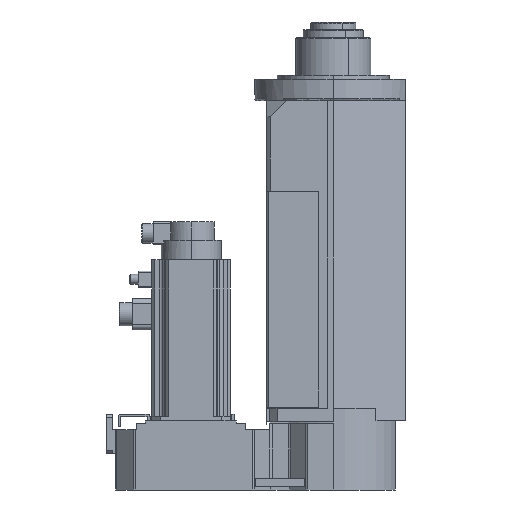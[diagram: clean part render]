
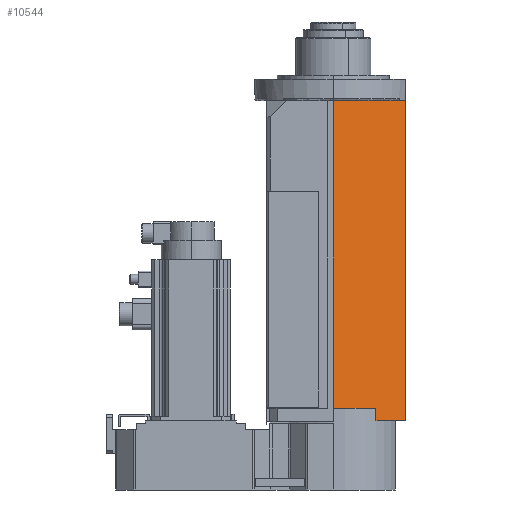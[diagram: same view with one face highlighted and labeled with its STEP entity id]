
A CAD part, left-side view. The second image highlights one B-rep face of the part: STEP entity #10544.
In plain terms, the highlighted planar face has unit normal (-0.94, -0.342, 0).
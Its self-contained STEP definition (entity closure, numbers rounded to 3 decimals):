
#9107 = CARTESIAN_POINT ( 'NONE',  ( -110., 0., 25. ) ) ;
#9108 = CARTESIAN_POINT ( 'NONE',  ( -84.265, -70.707, 25. ) ) ;
#9183 = DIRECTION ( 'NONE',  ( -0.342, 0.94, 0. ) ) ;
#9184 = VECTOR ( 'NONE', #9183, 1000. ) ;
#9185 = CARTESIAN_POINT ( 'NONE',  ( -110., 0., 25. ) ) ;
#9186 = LINE ( 'NONE', #9185, #9184 ) ;
#9292 = CARTESIAN_POINT ( 'NONE',  ( -84.265, -70.707, 5. ) ) ;
#9293 = CARTESIAN_POINT ( 'NONE',  ( -66.324, -120., 5. ) ) ;
#9294 = DIRECTION ( 'NONE',  ( -0.342, 0.94, 0. ) ) ;
#9295 = VECTOR ( 'NONE', #9294, 1000. ) ;
#9296 = CARTESIAN_POINT ( 'NONE',  ( -110., 0., 5. ) ) ;
#9297 = LINE ( 'NONE', #9296, #9295 ) ;
#9369 = CARTESIAN_POINT ( 'NONE',  ( -70.168, -109.437, 535. ) ) ;
#9401 = DIRECTION ( 'NONE',  ( 0.342, -0.94, 0. ) ) ;
#9402 = VECTOR ( 'NONE', #9401, 1000. ) ;
#9403 = CARTESIAN_POINT ( 'NONE',  ( -110., 0., 535. ) ) ;
#9404 = LINE ( 'NONE', #9403, #9402 ) ;
#9464 = CARTESIAN_POINT ( 'NONE',  ( -66.324, -120., 535. ) ) ;
#9465 = CARTESIAN_POINT ( 'NONE',  ( -110., 0., 535. ) ) ;
#9466 = LINE ( 'NONE', #9526, #9525 ) ;
#9467 = DIRECTION ( 'NONE',  ( 0.342, -0.94, 0. ) ) ;
#9468 = VECTOR ( 'NONE', #9467, 1000. ) ;
#9469 = CARTESIAN_POINT ( 'NONE',  ( -110., 0., 535. ) ) ;
#9470 = LINE ( 'NONE', #9469, #9468 ) ;
#9524 = DIRECTION ( 'NONE',  ( 0., 0., -1. ) ) ;
#9525 = VECTOR ( 'NONE', #9524, 1000. ) ;
#9526 = CARTESIAN_POINT ( 'NONE',  ( -110., 0., 25. ) ) ;
#9558 = CARTESIAN_POINT ( 'NONE',  ( -71.264, -106.427, 535.198 ) ) ;
#9559 = CARTESIAN_POINT ( 'NONE',  ( -71.531, -105.693, 535.048 ) ) ;
#9560 = CARTESIAN_POINT ( 'NONE',  ( -71.712, -105.196, 535. ) ) ;
#9566 = CARTESIAN_POINT ( 'NONE',  ( -71.896, -104.69, 535. ) ) ;
#9567 = CARTESIAN_POINT ( 'NONE',  ( -71.896, -104.69, 535. ) ) ;
#9568 = B_SPLINE_CURVE_WITH_KNOTS ( 'NONE', 3,
 ( #9566, #9560, #9559, #9558, #9626, #9625, #9624, #9623, #9622, #9621, #9620, #9619, #9618, #9617, #9616, #9615, #9614, #9613 ),
 .UNSPECIFIED., .F., .F.,
 ( 4, 2, 2, 2, 2, 2, 2, 2, 4 ),
 ( 0., 0.002, 0.002, 0.003, 0.004, 0.005, 0.006, 0.006, 0.006 ),
 .UNSPECIFIED. ) ;
#9570 = CARTESIAN_POINT ( 'NONE',  ( -70.168, -109.437, 538. ) ) ;
#9571 = DIRECTION ( 'NONE',  ( 0., 0., -1. ) ) ;
#9572 = VECTOR ( 'NONE', #9571, 1000. ) ;
#9573 = CARTESIAN_POINT ( 'NONE',  ( -70.168, -109.437, 535. ) ) ;
#9574 = LINE ( 'NONE', #9573, #9572 ) ;
#9575 = DIRECTION ( 'NONE',  ( -0.342, 0.94, 0. ) ) ;
#9576 = DIRECTION ( 'NONE',  ( 0.94, 0.342, 0. ) ) ;
#9577 = CARTESIAN_POINT ( 'NONE',  ( -110., 0., 25. ) ) ;
#9578 = AXIS2_PLACEMENT_3D ( 'NONE', #9577, #9576, #9575 ) ;
#9579 = PLANE ( 'NONE',  #9578 ) ;
#9580 = FACE_OUTER_BOUND ( 'NONE', #10545, .T. ) ;
#9590 = LINE ( 'NONE', #9596, #9655 ) ;
#9596 = CARTESIAN_POINT ( 'NONE',  ( -84.265, -70.707, 3. ) ) ;
#9613 = CARTESIAN_POINT ( 'NONE',  ( -70.168, -109.437, 538. ) ) ;
#9614 = CARTESIAN_POINT ( 'NONE',  ( -70.168, -109.437, 537.864 ) ) ;
#9615 = CARTESIAN_POINT ( 'NONE',  ( -70.173, -109.422, 537.73 ) ) ;
#9616 = CARTESIAN_POINT ( 'NONE',  ( -70.194, -109.367, 537.466 ) ) ;
#9617 = CARTESIAN_POINT ( 'NONE',  ( -70.209, -109.326, 537.336 ) ) ;
#9618 = CARTESIAN_POINT ( 'NONE',  ( -70.265, -109.171, 536.968 ) ) ;
#9619 = CARTESIAN_POINT ( 'NONE',  ( -70.319, -109.023, 536.742 ) ) ;
#9620 = CARTESIAN_POINT ( 'NONE',  ( -70.443, -108.681, 536.347 ) ) ;
#9621 = CARTESIAN_POINT ( 'NONE',  ( -70.514, -108.487, 536.174 ) ) ;
#9622 = CARTESIAN_POINT ( 'NONE',  ( -70.667, -108.068, 535.869 ) ) ;
#9623 = CARTESIAN_POINT ( 'NONE',  ( -70.747, -107.847, 535.739 ) ) ;
#9624 = CARTESIAN_POINT ( 'NONE',  ( -70.914, -107.388, 535.514 ) ) ;
#9625 = CARTESIAN_POINT ( 'NONE',  ( -71.001, -107.149, 535.419 ) ) ;
#9626 = CARTESIAN_POINT ( 'NONE',  ( -71.176, -106.669, 535.261 ) ) ;
#9641 = DIRECTION ( 'NONE',  ( 0., 0., -1. ) ) ;
#9642 = VECTOR ( 'NONE', #9641, 1000. ) ;
#9643 = CARTESIAN_POINT ( 'NONE',  ( -66.324, -120., 25. ) ) ;
#9644 = LINE ( 'NONE', #9643, #9642 ) ;
#9654 = DIRECTION ( 'NONE',  ( 0., 0., 1. ) ) ;
#9655 = VECTOR ( 'NONE', #9654, 1000. ) ;
#10219 = VERTEX_POINT ( 'NONE', #9108 ) ;
#10220 = VERTEX_POINT ( 'NONE', #9107 ) ;
#10287 = EDGE_CURVE ( 'NONE', #10219, #10220, #9186, .T. ) ;
#10338 = EDGE_CURVE ( 'NONE', #10339, #10340, #9297, .T. ) ;
#10339 = VERTEX_POINT ( 'NONE', #9293 ) ;
#10340 = VERTEX_POINT ( 'NONE', #9292 ) ;
#10429 = VERTEX_POINT ( 'NONE', #9369 ) ;
#10458 = EDGE_CURVE ( 'NONE', #10429, #10459, #9404, .T. ) ;
#10459 = VERTEX_POINT ( 'NONE', #9464 ) ;
#10491 = ORIENTED_EDGE ( 'NONE', *, *, #10492, .F. ) ;
#10492 = EDGE_CURVE ( 'NONE', #10493, #10551, #9470, .T. ) ;
#10493 = VERTEX_POINT ( 'NONE', #9465 ) ;
#10494 = ORIENTED_EDGE ( 'NONE', *, *, #10495, .T. ) ;
#10495 = EDGE_CURVE ( 'NONE', #10493, #10220, #9466, .T. ) ;
#10544 = ADVANCED_FACE ( 'NONE', ( #9580 ), #9579, .F. ) ;
#10545 = EDGE_LOOP ( 'NONE', ( #10546, #10549, #10491, #10494, #10572, #10573, #10575, #10552, #10553 ) ) ;
#10546 = ORIENTED_EDGE ( 'NONE', *, *, #10547, .F. ) ;
#10547 = EDGE_CURVE ( 'NONE', #10548, #10429, #9574, .T. ) ;
#10548 = VERTEX_POINT ( 'NONE', #9570 ) ;
#10549 = ORIENTED_EDGE ( 'NONE', *, *, #10550, .F. ) ;
#10550 = EDGE_CURVE ( 'NONE', #10551, #10548, #9568, .T. ) ;
#10551 = VERTEX_POINT ( 'NONE', #9567 ) ;
#10552 = ORIENTED_EDGE ( 'NONE', *, *, #10582, .F. ) ;
#10553 = ORIENTED_EDGE ( 'NONE', *, *, #10458, .F. ) ;
#10572 = ORIENTED_EDGE ( 'NONE', *, *, #10287, .F. ) ;
#10573 = ORIENTED_EDGE ( 'NONE', *, *, #10574, .F. ) ;
#10574 = EDGE_CURVE ( 'NONE', #10340, #10219, #9590, .T. ) ;
#10575 = ORIENTED_EDGE ( 'NONE', *, *, #10338, .F. ) ;
#10582 = EDGE_CURVE ( 'NONE', #10459, #10339, #9644, .T. ) ;
